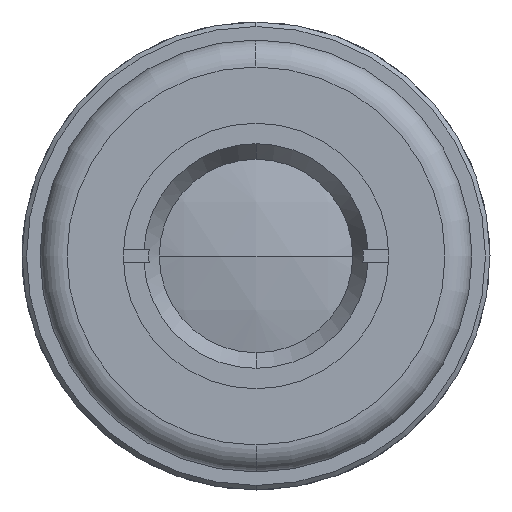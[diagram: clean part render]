
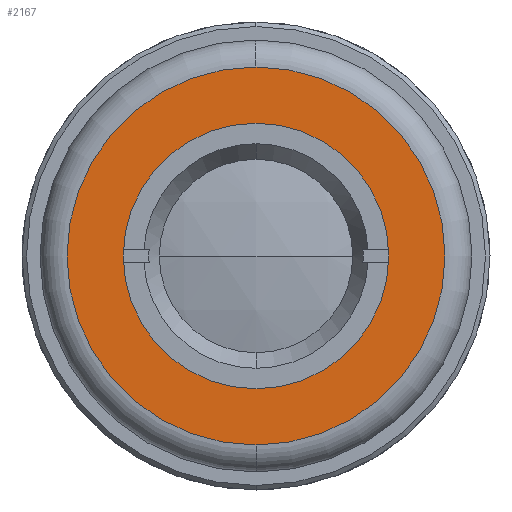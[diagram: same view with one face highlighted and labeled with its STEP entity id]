
A CAD part, left-side view. The second image highlights one B-rep face of the part: STEP entity #2167.
In plain terms, the highlighted planar face has unit normal (-1, 0, 0).
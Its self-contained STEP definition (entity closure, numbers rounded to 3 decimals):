
#117 = AXIS2_PLACEMENT_3D ( 'NONE', #2854, #1772, #1265 ) ;
#163 = CARTESIAN_POINT ( 'NONE',  ( -33.9, 0., 0. ) ) ;
#217 = DIRECTION ( 'NONE',  ( 0., 0., -1. ) ) ;
#347 = FACE_BOUND ( 'NONE', #1190, .T. ) ;
#349 = VERTEX_POINT ( 'NONE', #1958 ) ;
#361 = DIRECTION ( 'NONE',  ( 0., 0., 1. ) ) ;
#382 = VERTEX_POINT ( 'NONE', #2181 ) ;
#535 = CARTESIAN_POINT ( 'NONE',  ( -33.9, 0., 21. ) ) ;
#680 = DIRECTION ( 'NONE',  ( -1., 0., 0. ) ) ;
#769 = ORIENTED_EDGE ( 'NONE', *, *, #905, .F. ) ;
#829 = CIRCLE ( 'NONE', #1459, 21. ) ;
#905 = EDGE_CURVE ( 'NONE', #1007, #349, #2214, .T. ) ;
#1007 = VERTEX_POINT ( 'NONE', #2822 ) ;
#1031 = CIRCLE ( 'NONE', #1703, 21. ) ;
#1134 = DIRECTION ( 'NONE',  ( 0., 0., -1. ) ) ;
#1190 = EDGE_LOOP ( 'NONE', ( #769, #2474 ) ) ;
#1216 = EDGE_CURVE ( 'NONE', #2052, #382, #829, .T. ) ;
#1265 = DIRECTION ( 'NONE',  ( 0., 0., -1. ) ) ;
#1295 = ORIENTED_EDGE ( 'NONE', *, *, #1534, .T. ) ;
#1361 = EDGE_CURVE ( 'NONE', #349, #1007, #1645, .T. ) ;
#1459 = AXIS2_PLACEMENT_3D ( 'NONE', #2946, #2497, #217 ) ;
#1486 = EDGE_LOOP ( 'NONE', ( #1295, #1500 ) ) ;
#1500 = ORIENTED_EDGE ( 'NONE', *, *, #1216, .T. ) ;
#1534 = EDGE_CURVE ( 'NONE', #382, #2052, #1031, .T. ) ;
#1645 = CIRCLE ( 'NONE', #2406, 14.75 ) ;
#1703 = AXIS2_PLACEMENT_3D ( 'NONE', #2735, #680, #1134 ) ;
#1772 = DIRECTION ( 'NONE',  ( 1., 0., 0. ) ) ;
#1958 = CARTESIAN_POINT ( 'NONE',  ( -33.9, 0., -14.75 ) ) ;
#2052 = VERTEX_POINT ( 'NONE', #535 ) ;
#2167 = ADVANCED_FACE ( 'NONE', ( #2673, #347 ), #2878, .F. ) ;
#2181 = CARTESIAN_POINT ( 'NONE',  ( -33.9, 0., -21. ) ) ;
#2214 = CIRCLE ( 'NONE', #2546, 14.75 ) ;
#2406 = AXIS2_PLACEMENT_3D ( 'NONE', #163, #2917, #361 ) ;
#2474 = ORIENTED_EDGE ( 'NONE', *, *, #1361, .F. ) ;
#2497 = DIRECTION ( 'NONE',  ( -1., 0., 0. ) ) ;
#2503 = DIRECTION ( 'NONE',  ( -1., 0., 0. ) ) ;
#2546 = AXIS2_PLACEMENT_3D ( 'NONE', #2952, #2503, #2716 ) ;
#2673 = FACE_OUTER_BOUND ( 'NONE', #1486, .T. ) ;
#2716 = DIRECTION ( 'NONE',  ( 0., 0., 1. ) ) ;
#2735 = CARTESIAN_POINT ( 'NONE',  ( -33.9, 0., 0. ) ) ;
#2822 = CARTESIAN_POINT ( 'NONE',  ( -33.9, 0., 14.75 ) ) ;
#2854 = CARTESIAN_POINT ( 'NONE',  ( -33.9, 24., 0. ) ) ;
#2878 = PLANE ( 'NONE',  #117 ) ;
#2917 = DIRECTION ( 'NONE',  ( -1., 0., 0. ) ) ;
#2946 = CARTESIAN_POINT ( 'NONE',  ( -33.9, 0., 0. ) ) ;
#2952 = CARTESIAN_POINT ( 'NONE',  ( -33.9, 0., 0. ) ) ;
